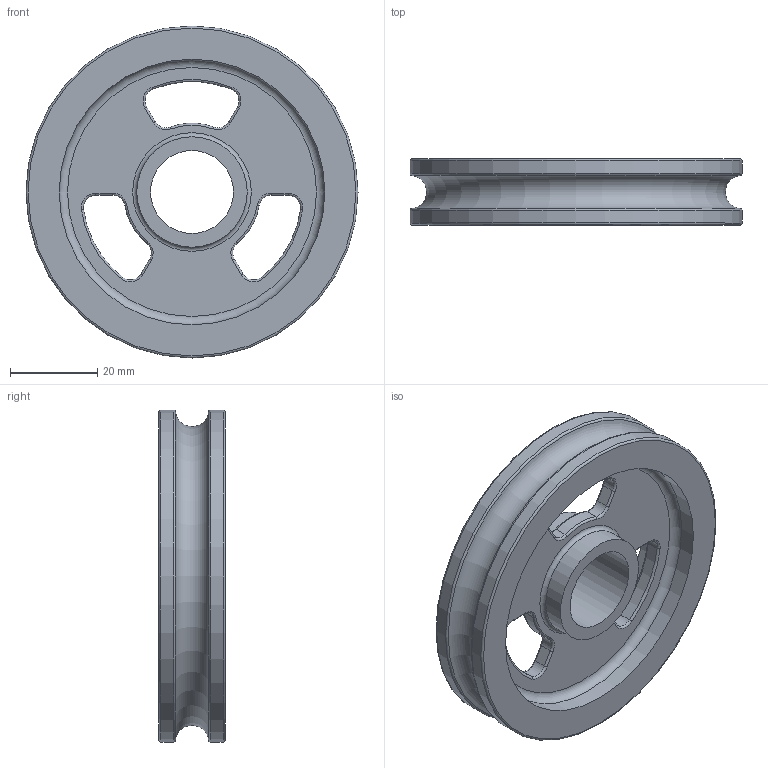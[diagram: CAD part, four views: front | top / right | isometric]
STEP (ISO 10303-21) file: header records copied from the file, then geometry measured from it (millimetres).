
FILE_DESCRIPTION( ( '' ), ' ' );
FILE_NAME( '59d3fa3e45facf0e360e6c34.step', '2017-10-03T20:59:43', ( '' ), ( '' ), ' ', ' ', ' ' );
FILE_SCHEMA( ( 'AUTOMOTIVE_DESIGN { 1 0 10303 214 1 1 1 1 }' ) );
Length unit declared in the file: metre
Products named in the file (1): Part 1
Bounding box: 76.2 x 15.24 x 76.2 mm (x, y, z)
Volume: 30506.9 mm3; surface area: 15958.2 mm2
Topology: 1 solids, 1 shells, 94 faces, 213 edges, 125 vertices
Faces by surface type: torus 45, cylinder 37, plane 12
Full cylindrical faces by diameter (mm): 19.05 x1, 25.337 x2, 60.96 x2, 76.2 x2
Entity records: 3292 total; most frequent: DIRECTION 522, CARTESIAN_POINT 403, ORIENTED_EDGE 380, AXIS2_PLACEMENT_3D 237, EDGE_CURVE 190, CIRCLE 142, EDGE_LOOP 122, VERTEX_POINT 118
